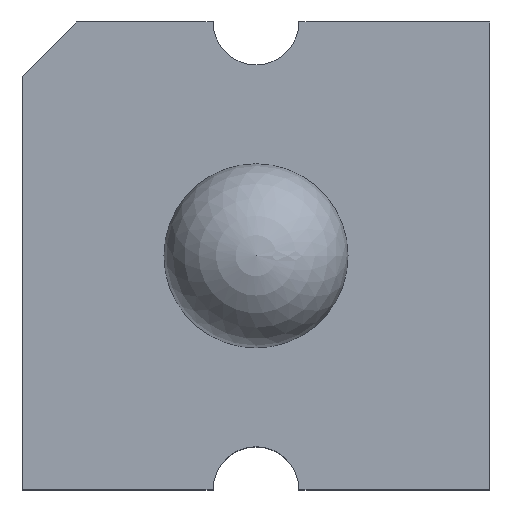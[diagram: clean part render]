
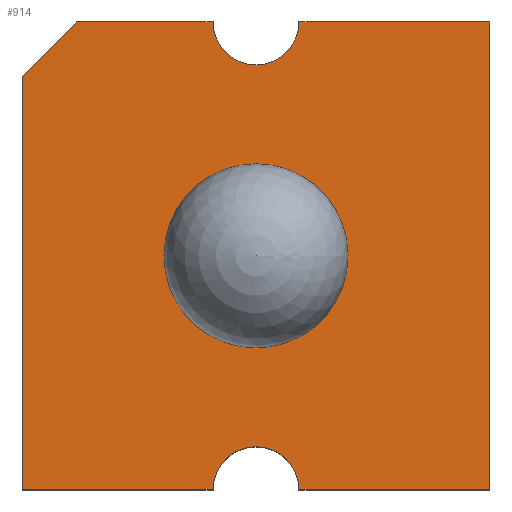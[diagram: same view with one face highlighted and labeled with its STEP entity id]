
A CAD part, top view. The second image highlights one B-rep face of the part: STEP entity #914.
In plain terms, the highlighted planar face has unit normal (0, 0, 1).
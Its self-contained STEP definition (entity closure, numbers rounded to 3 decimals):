
#13=DIRECTION('',(0.,0.,1.));
#28=DIRECTION('',(1.,0.,0.));
#246=VECTOR('',#247,1.);
#247=DIRECTION('',(0.,1.,0.));
#254=VECTOR('',#255,1.);
#255=DIRECTION('',(-1.,0.,0.));
#290=VECTOR('',#291,1.);
#291=DIRECTION('',(-0.707,-0.707,0.));
#482=VERTEX_POINT('',#483);
#483=CARTESIAN_POINT('',(-1.27,-6.35,5.));
#486=EDGE_CURVE('',#482,#487,#489,.T.);
#487=VERTEX_POINT('',#488);
#488=CARTESIAN_POINT('',(-1.27,0.386,5.));
#489=LINE('',#483,#246);
#499=ORIENTED_EDGE('',*,*,#500,.F.);
#500=EDGE_CURVE('',#501,#482,#503,.T.);
#501=VERTEX_POINT('',#502);
#502=CARTESIAN_POINT('',(1.84,-6.35,5.));
#503=LINE('',#504,#254);
#504=CARTESIAN_POINT('',(6.35,-6.35,5.));
#516=EDGE_CURVE('',#517,#487,#519,.T.);
#517=VERTEX_POINT('',#518);
#518=CARTESIAN_POINT('',(-0.386,1.27,5.));
#519=LINE('',#518,#290);
#530=ORIENTED_EDGE('',*,*,#531,.F.);
#531=EDGE_CURVE('',#532,#501,#534,.T.);
#532=VERTEX_POINT('',#533);
#533=CARTESIAN_POINT('',(3.24,-6.35,5.));
#534=CIRCLE('',#535,0.7);
#535=AXIS2_PLACEMENT_3D('',#536,#13,#28);
#536=CARTESIAN_POINT('',(2.54,-6.35,5.));
#550=EDGE_CURVE('',#551,#517,#553,.T.);
#551=VERTEX_POINT('',#552);
#552=CARTESIAN_POINT('',(1.84,1.27,5.));
#553=LINE('',#554,#254);
#554=CARTESIAN_POINT('',(6.35,1.27,5.));
#565=ORIENTED_EDGE('',*,*,#566,.F.);
#566=EDGE_CURVE('',#567,#532,#503,.T.);
#567=VERTEX_POINT('',#504);
#578=VERTEX_POINT('',#579);
#579=CARTESIAN_POINT('',(3.24,1.27,5.));
#582=ORIENTED_EDGE('',*,*,#583,.F.);
#583=EDGE_CURVE('',#551,#578,#584,.T.);
#584=CIRCLE('',#585,0.7);
#585=AXIS2_PLACEMENT_3D('',#586,#13,#28);
#586=CARTESIAN_POINT('',(2.54,1.27,5.));
#596=ORIENTED_EDGE('',*,*,#597,.T.);
#597=EDGE_CURVE('',#567,#598,#599,.T.);
#598=VERTEX_POINT('',#554);
#599=LINE('',#504,#246);
#609=EDGE_CURVE('',#598,#578,#553,.T.);
#914=ADVANCED_FACE('',(#915,#921),#930,.T.);
#915=FACE_BOUND('',#916,.T.);
#916=EDGE_LOOP('',(#917,#499,#530,#565,#596,#918,#582,#919,    #920));
#917=ORIENTED_EDGE('',*,*,#486,.F.);
#918=ORIENTED_EDGE('',*,*,#609,.T.);
#919=ORIENTED_EDGE('',*,*,#550,.T.);
#920=ORIENTED_EDGE('',*,*,#516,.T.);
#921=FACE_BOUND('',#922,.T.);
#922=EDGE_LOOP('',(#923));
#923=ORIENTED_EDGE('',*,*,#924,.F.);
#924=EDGE_CURVE('',#925,#925,#927,.T.);
#925=VERTEX_POINT('',#926);
#926=CARTESIAN_POINT('',(4.04,-2.54,5.));
#927=CIRCLE('',#928,1.5);
#928=AXIS2_PLACEMENT_3D('',#929,#13,#28);
#929=CARTESIAN_POINT('',(2.54,-2.54,5.));
#930=PLANE('',#931);
#931=AXIS2_PLACEMENT_3D('',#504,#13,#247);
